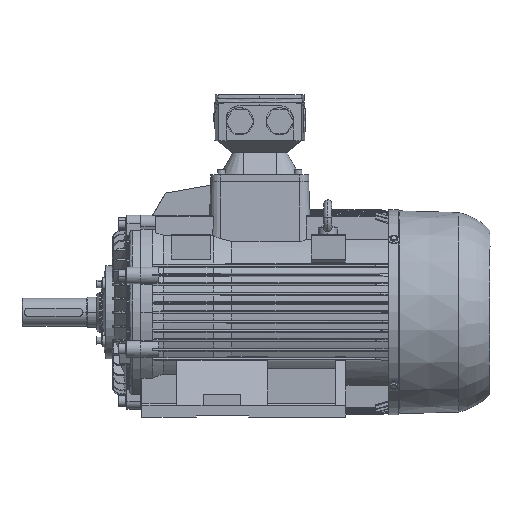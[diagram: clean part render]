
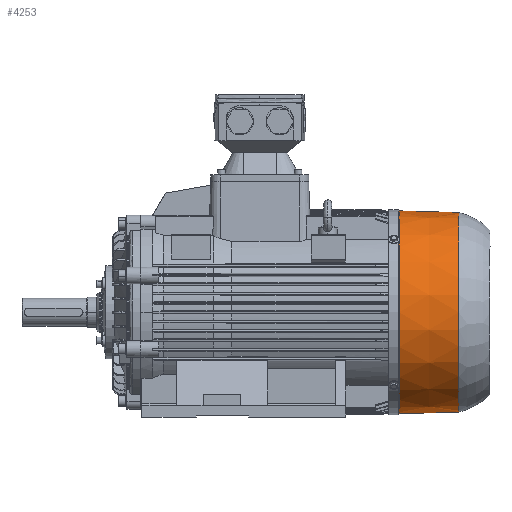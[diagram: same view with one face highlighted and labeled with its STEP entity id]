
A CAD part, front view. The second image highlights one B-rep face of the part: STEP entity #4253.
In plain terms, the highlighted conical face has half-angle 1.566 degrees and reference radius 215.75 mm.
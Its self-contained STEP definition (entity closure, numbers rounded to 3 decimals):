
#4253=ADVANCED_FACE('',(#10276),#10277,.T.);
#10276=FACE_OUTER_BOUND('',#18929,.T.);
#10277=CONICAL_SURFACE('',#18930,215.75,0.027);
#18929=EDGE_LOOP('',(#29686,#29687,#29688,#29689));
#18930=AXIS2_PLACEMENT_3D('',#29690,#29691,#29692);
#29686=ORIENTED_EDGE('',*,*,#53642,.F.);
#29687=ORIENTED_EDGE('',*,*,#53643,.T.);
#29688=ORIENTED_EDGE('',*,*,#53644,.F.);
#29689=ORIENTED_EDGE('',*,*,#53645,.F.);
#29690=CARTESIAN_POINT('',(618.0,0.0,0.0));
#29691=DIRECTION('',(-1.0,-0.0,0.0));
#29692=DIRECTION('',(0.0,0.0,1.0));
#53642=EDGE_CURVE('',#64533,#64527,#64534,.T.);
#53643=EDGE_CURVE('',#64533,#64535,#64536,.T.);
#53644=EDGE_CURVE('',#64524,#64535,#64537,.T.);
#53645=EDGE_CURVE('',#64527,#64524,#64538,.T.);
#64524=VERTEX_POINT('',#81673);
#64527=VERTEX_POINT('',#81676);
#64533=VERTEX_POINT('',#81682);
#64534=LINE('',#81683,#81684);
#64535=VERTEX_POINT('',#81685);
#64536=CIRCLE('',#81686,217.5);
#64537=LINE('',#81687,#81688);
#64538=CIRCLE('',#81689,214.0);
#81673=CARTESIAN_POINT('',(682.0,0.,-214.0));
#81676=CARTESIAN_POINT('',(682.0,0.0,214.0));
#81682=CARTESIAN_POINT('',(554.0,0.0,217.5));
#81683=CARTESIAN_POINT('',(618.0,0.,215.75));
#81684=VECTOR('',#114422,1.0);
#81685=CARTESIAN_POINT('',(554.0,0.,-217.5));
#81686=AXIS2_PLACEMENT_3D('',#114423,#114424,#114425);
#81687=CARTESIAN_POINT('',(618.0,0.,-215.75));
#81688=VECTOR('',#114426,1.0);
#81689=AXIS2_PLACEMENT_3D('',#114427,#114428,#114429);
#114422=DIRECTION('',(1.,0.,-0.027));
#114423=CARTESIAN_POINT('',(554.0,0.0,0.0));
#114424=DIRECTION('',(1.0,0.0,-0.0));
#114425=DIRECTION('',(0.0,0.0,1.0));
#114426=DIRECTION('',(-1.,0.,-0.027));
#114427=CARTESIAN_POINT('',(682.0,0.0,0.0));
#114428=DIRECTION('',(1.0,0.0,-0.0));
#114429=DIRECTION('',(0.0,0.0,1.0));
